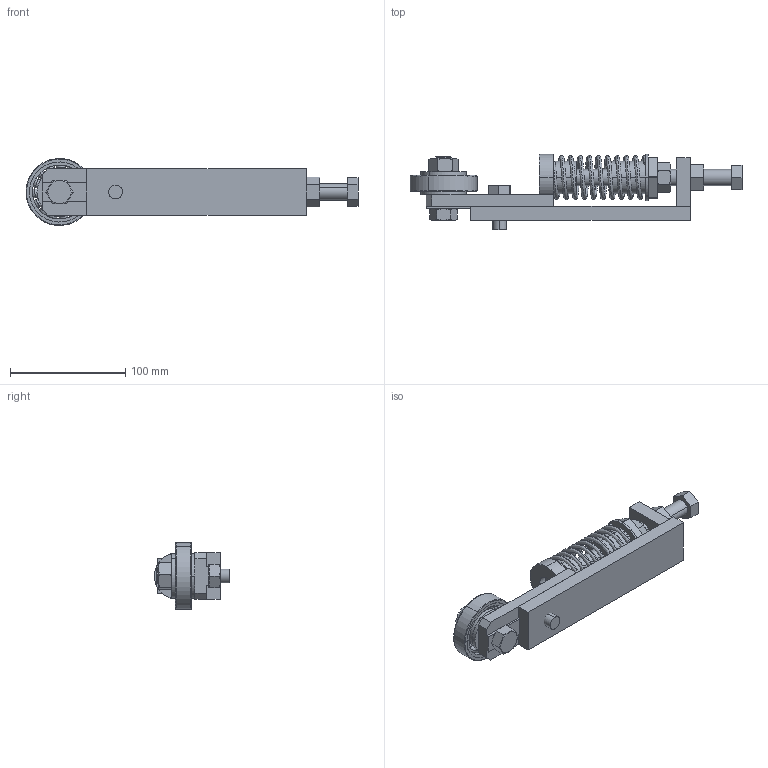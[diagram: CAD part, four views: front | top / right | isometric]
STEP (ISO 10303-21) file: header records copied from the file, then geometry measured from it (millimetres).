
FILE_DESCRIPTION(('FreeCAD Model'),'2;1');
FILE_NAME('Open CASCADE Shape Model','2025-05-02T02:14:52',('FreeCAD'),( 'FreeCAD'),'Open CASCADE STEP processor 7.6','FreeCAD','Unknown');
FILE_SCHEMA(('AUTOMOTIVE_DESIGN { 1 0 10303 214 1 1 1 1 }'));
Length unit declared in the file: millimetre
Products named in the file (1): Open CASCADE STEP translator 7.6 1
Bounding box: 287.91 x 65.15 x 58.12 mm (x, y, z)
Volume: 283660.8 mm3; surface area: 106654.5 mm2
Topology: 33 solids, 33 shells, 289 faces, 718 edges, 470 vertices
Faces by surface type: bspline 289
Entity records: 15811 total; most frequent: CARTESIAN_POINT 11767, ORIENTED_EDGE 1372, EDGE_CURVE 686, VERTEX_POINT 470, B_SPLINE_CURVE_WITH_KNOTS 379, FACE_BOUND 324, EDGE_LOOP 324, ADVANCED_FACE 289
